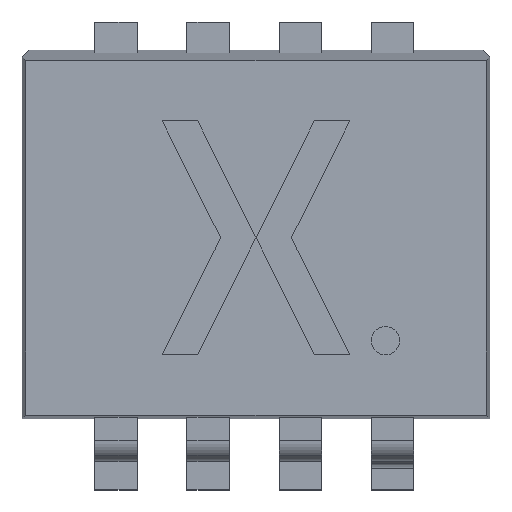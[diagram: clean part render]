
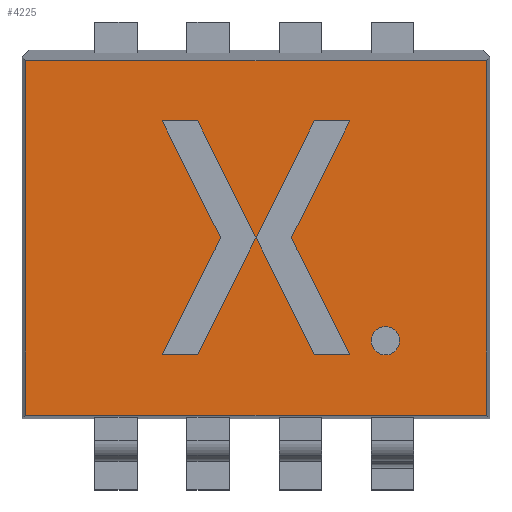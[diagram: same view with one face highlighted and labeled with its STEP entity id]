
A CAD part, top view. The second image highlights one B-rep face of the part: STEP entity #4225.
In plain terms, the highlighted planar face has unit normal (0, 0, 1).
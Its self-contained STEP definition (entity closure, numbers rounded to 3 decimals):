
#33 = VERTEX_POINT('',#34);
#34 = CARTESIAN_POINT('',(1.025,-0.861,0.605));
#40 = EDGE_CURVE('',#33,#41,#43,.T.);
#41 = VERTEX_POINT('',#42);
#42 = CARTESIAN_POINT('',(0.825,-0.861,0.605));
#43 = CIRCLE('',#44,0.1);
#44 = AXIS2_PLACEMENT_3D('',#45,#46,#47);
#45 = CARTESIAN_POINT('',(0.925,-0.861,0.605));
#46 = DIRECTION('',(0.,0.,-1.));
#47 = DIRECTION('',(-1.,0.,0.));
#3756 = EDGE_CURVE('',#3757,#3759,#3761,.T.);
#3757 = VERTEX_POINT('',#3758);
#3758 = CARTESIAN_POINT('',(0.013,-0.136,0.605));
#3759 = VERTEX_POINT('',#3760);
#3760 = CARTESIAN_POINT('',(0.425,0.689,0.605));
#3761 = LINE('',#3762,#3763);
#3762 = CARTESIAN_POINT('',(0.228,0.296,0.605));
#3763 = VECTOR('',#3764,1.);
#3764 = DIRECTION('',(0.447,0.894,-0.));
#3789 = EDGE_CURVE('',#3790,#3757,#3792,.T.);
#3790 = VERTEX_POINT('',#3791);
#3791 = CARTESIAN_POINT('',(-0.4,0.689,0.605));
#3792 = LINE('',#3793,#3794);
#3793 = CARTESIAN_POINT('',(-0.203,0.296,0.605));
#3794 = VECTOR('',#3795,1.);
#3795 = DIRECTION('',(0.447,-0.894,0.));
#3820 = EDGE_CURVE('',#3821,#3823,#3825,.T.);
#3821 = VERTEX_POINT('',#3822);
#3822 = CARTESIAN_POINT('',(-0.4,-0.961,0.605));
#3823 = VERTEX_POINT('',#3824);
#3824 = CARTESIAN_POINT('',(-0.65,-0.961,0.605));
#3825 = LINE('',#3826,#3827);
#3826 = CARTESIAN_POINT('',(-0.319,-0.961,0.605));
#3827 = VECTOR('',#3828,1.);
#3828 = DIRECTION('',(-1.,0.,0.));
#3860 = EDGE_CURVE('',#3757,#3821,#3861,.T.);
#3861 = LINE('',#3862,#3863);
#3862 = CARTESIAN_POINT('',(0.022,-0.117,0.605));
#3863 = VECTOR('',#3864,1.);
#3864 = DIRECTION('',(-0.447,-0.894,0.));
#3887 = EDGE_CURVE('',#3888,#3757,#3890,.T.);
#3888 = VERTEX_POINT('',#3889);
#3889 = CARTESIAN_POINT('',(0.425,-0.961,0.605));
#3890 = LINE('',#3891,#3892);
#3891 = CARTESIAN_POINT('',(0.003,-0.117,0.605));
#3892 = VECTOR('',#3893,1.);
#3893 = DIRECTION('',(-0.447,0.894,0.));
#3911 = EDGE_CURVE('',#3912,#3888,#3914,.T.);
#3912 = VERTEX_POINT('',#3913);
#3913 = CARTESIAN_POINT('',(0.675,-0.961,0.605));
#3914 = LINE('',#3915,#3916);
#3915 = CARTESIAN_POINT('',(0.219,-0.961,0.605));
#3916 = VECTOR('',#3917,1.);
#3917 = DIRECTION('',(-1.,0.,0.));
#3935 = EDGE_CURVE('',#3936,#3912,#3938,.T.);
#3936 = VERTEX_POINT('',#3937);
#3937 = CARTESIAN_POINT('',(0.263,-0.136,0.605));
#3938 = LINE('',#3939,#3940);
#3939 = CARTESIAN_POINT('',(0.434,-0.479,0.605));
#3940 = VECTOR('',#3941,1.);
#3941 = DIRECTION('',(0.447,-0.894,0.));
#3959 = EDGE_CURVE('',#3960,#3936,#3962,.T.);
#3960 = VERTEX_POINT('',#3961);
#3961 = CARTESIAN_POINT('',(0.675,0.689,0.605));
#3962 = LINE('',#3963,#3964);
#3963 = CARTESIAN_POINT('',(0.247,-0.167,0.605));
#3964 = VECTOR('',#3965,1.);
#3965 = DIRECTION('',(-0.447,-0.894,0.));
#3983 = EDGE_CURVE('',#3759,#3960,#3984,.T.);
#3984 = LINE('',#3985,#3986);
#3985 = CARTESIAN_POINT('',(0.219,0.689,0.605));
#3986 = VECTOR('',#3987,1.);
#3987 = DIRECTION('',(1.,0.,0.));
#4000 = EDGE_CURVE('',#41,#33,#4001,.T.);
#4001 = CIRCLE('',#4002,0.1);
#4002 = AXIS2_PLACEMENT_3D('',#4003,#4004,#4005);
#4003 = CARTESIAN_POINT('',(0.925,-0.861,0.605));
#4004 = DIRECTION('',(0.,0.,-1.));
#4005 = DIRECTION('',(-1.,0.,0.));
#4019 = VERTEX_POINT('',#4020);
#4020 = CARTESIAN_POINT('',(1.635,-1.385,0.605));
#4028 = VERTEX_POINT('',#4029);
#4029 = CARTESIAN_POINT('',(1.635,1.114,0.605));
#4035 = EDGE_CURVE('',#4019,#4028,#4036,.T.);
#4036 = LINE('',#4037,#4038);
#4037 = CARTESIAN_POINT('',(1.635,-0.1,0.605));
#4038 = VECTOR('',#4039,1.);
#4039 = DIRECTION('',(0.,1.,0.));
#4066 = EDGE_CURVE('',#4067,#4019,#4069,.T.);
#4067 = VERTEX_POINT('',#4068);
#4068 = CARTESIAN_POINT('',(-1.61,-1.385,0.605));
#4069 = LINE('',#4070,#4071);
#4070 = CARTESIAN_POINT('',(0.013,-1.385,0.605));
#4071 = VECTOR('',#4072,1.);
#4072 = DIRECTION('',(1.,0.,0.));
#4090 = EDGE_CURVE('',#4091,#4067,#4093,.T.);
#4091 = VERTEX_POINT('',#4092);
#4092 = CARTESIAN_POINT('',(-1.61,1.114,0.605));
#4093 = LINE('',#4094,#4095);
#4094 = CARTESIAN_POINT('',(-1.61,-0.1,0.605));
#4095 = VECTOR('',#4096,1.);
#4096 = DIRECTION('',(0.,-1.,0.));
#4127 = EDGE_CURVE('',#4028,#4091,#4128,.T.);
#4128 = LINE('',#4129,#4130);
#4129 = CARTESIAN_POINT('',(0.013,1.114,0.605));
#4130 = VECTOR('',#4131,1.);
#4131 = DIRECTION('',(-1.,0.,0.));
#4148 = EDGE_CURVE('',#4149,#3790,#4151,.T.);
#4149 = VERTEX_POINT('',#4150);
#4150 = CARTESIAN_POINT('',(-0.65,0.689,0.605));
#4151 = LINE('',#4152,#4153);
#4152 = CARTESIAN_POINT('',(-0.319,0.689,0.605));
#4153 = VECTOR('',#4154,1.);
#4154 = DIRECTION('',(1.,0.,0.));
#4205 = EDGE_CURVE('',#3823,#4206,#4208,.T.);
#4206 = VERTEX_POINT('',#4207);
#4207 = CARTESIAN_POINT('',(-0.237,-0.136,0.605));
#4208 = LINE('',#4209,#4210);
#4209 = CARTESIAN_POINT('',(-0.409,-0.479,0.605));
#4210 = VECTOR('',#4211,1.);
#4211 = DIRECTION('',(0.447,0.894,-0.));
#4225 = ADVANCED_FACE('',(#4226,#4232,#4236,#4244),#4257,.T.);
#4226 = FACE_BOUND('',#4227,.T.);
#4227 = EDGE_LOOP('',(#4228,#4229,#4230,#4231));
#4228 = ORIENTED_EDGE('',*,*,#4127,.T.);
#4229 = ORIENTED_EDGE('',*,*,#4090,.T.);
#4230 = ORIENTED_EDGE('',*,*,#4066,.T.);
#4231 = ORIENTED_EDGE('',*,*,#4035,.T.);
#4232 = FACE_BOUND('',#4233,.T.);
#4233 = EDGE_LOOP('',(#4234,#4235));
#4234 = ORIENTED_EDGE('',*,*,#40,.T.);
#4235 = ORIENTED_EDGE('',*,*,#4000,.T.);
#4236 = FACE_BOUND('',#4237,.T.);
#4237 = EDGE_LOOP('',(#4238,#4239,#4240,#4241,#4242,#4243));
#4238 = ORIENTED_EDGE('',*,*,#3887,.T.);
#4239 = ORIENTED_EDGE('',*,*,#3756,.T.);
#4240 = ORIENTED_EDGE('',*,*,#3983,.T.);
#4241 = ORIENTED_EDGE('',*,*,#3959,.T.);
#4242 = ORIENTED_EDGE('',*,*,#3935,.T.);
#4243 = ORIENTED_EDGE('',*,*,#3911,.T.);
#4244 = FACE_BOUND('',#4245,.T.);
#4245 = EDGE_LOOP('',(#4246,#4247,#4248,#4249,#4255,#4256));
#4246 = ORIENTED_EDGE('',*,*,#3860,.T.);
#4247 = ORIENTED_EDGE('',*,*,#3820,.T.);
#4248 = ORIENTED_EDGE('',*,*,#4205,.T.);
#4249 = ORIENTED_EDGE('',*,*,#4250,.T.);
#4250 = EDGE_CURVE('',#4206,#4149,#4251,.T.);
#4251 = LINE('',#4252,#4253);
#4252 = CARTESIAN_POINT('',(-0.222,-0.167,0.605));
#4253 = VECTOR('',#4254,1.);
#4254 = DIRECTION('',(-0.447,0.894,0.));
#4255 = ORIENTED_EDGE('',*,*,#4148,.T.);
#4256 = ORIENTED_EDGE('',*,*,#3789,.T.);
#4257 = PLANE('',#4258);
#4258 = AXIS2_PLACEMENT_3D('',#4259,#4260,#4261);
#4259 = CARTESIAN_POINT('',(0.013,-0.088,0.605
    ));
#4260 = DIRECTION('',(0.,0.,1.));
#4261 = DIRECTION('',(1.,0.,-0.));
